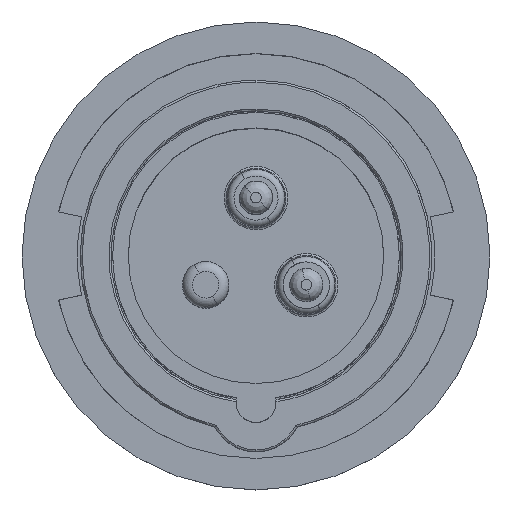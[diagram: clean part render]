
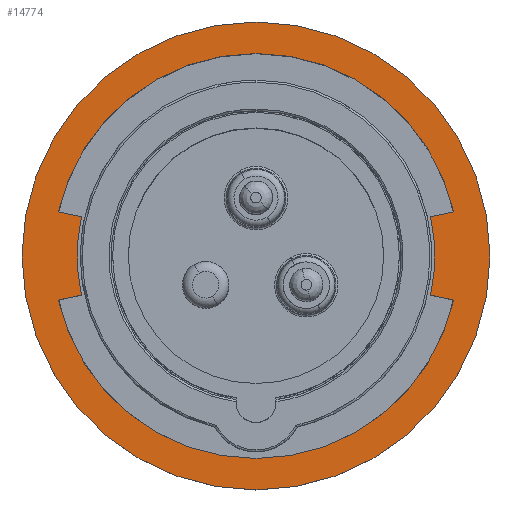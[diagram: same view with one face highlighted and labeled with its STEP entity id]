
A CAD part, top view. The second image highlights one B-rep face of the part: STEP entity #14774.
In plain terms, the highlighted planar face has unit normal (0, 0, 1).
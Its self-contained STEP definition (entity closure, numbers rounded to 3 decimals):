
#229 = CARTESIAN_POINT ( 'NONE',  ( -29.769, 6.638, -21.5 ) ) ;
#300 = DIRECTION ( 'NONE',  ( 0.978, -0.208, 0. ) ) ;
#317 = B_SPLINE_CURVE_WITH_KNOTS ( 'NONE', 3,
 ( #7923, #12656, #6753, #9194 ),
 .UNSPECIFIED., .F., .F.,
 ( 4, 4 ),
 ( 0., 1. ),
 .UNSPECIFIED. ) ;
#574 = AXIS2_PLACEMENT_3D ( 'NONE', #14757, #10917, #12091 ) ;
#786 = DIRECTION ( 'NONE',  ( -0.978, -0.208, 0. ) ) ;
#974 = VERTEX_POINT ( 'NONE', #2123 ) ;
#1049 = VERTEX_POINT ( 'NONE', #13647 ) ;
#1708 = VERTEX_POINT ( 'NONE', #3386 ) ;
#2020 = B_SPLINE_CURVE_WITH_KNOTS ( 'NONE', 3,
 ( #9080, #10353, #15146, #14111, #11363, #9323 ),
 .UNSPECIFIED., .F., .F.,
 ( 4, 2, 4 ),
 ( 0., 0.5, 1. ),
 .UNSPECIFIED. ) ;
#2026 = VERTEX_POINT ( 'NONE', #5192 ) ;
#2092 = EDGE_CURVE ( 'NONE', #1049, #1708, #15249, .T. ) ;
#2123 = CARTESIAN_POINT ( 'NONE',  ( 26.296, -5.9, -21.5 ) ) ;
#2317 = DIRECTION ( 'NONE',  ( 0., 0., 1. ) ) ;
#2419 = ORIENTED_EDGE ( 'NONE', *, *, #7579, .F. ) ;
#2492 = VERTEX_POINT ( 'NONE', #12974 ) ;
#2558 = AXIS2_PLACEMENT_3D ( 'NONE', #5983, #7311, #3487 ) ;
#3026 = ORIENTED_EDGE ( 'NONE', *, *, #13121, .T. ) ;
#3211 = EDGE_LOOP ( 'NONE', ( #3376, #6532 ) ) ;
#3376 = ORIENTED_EDGE ( 'NONE', *, *, #7297, .F. ) ;
#3386 = CARTESIAN_POINT ( 'NONE',  ( 26.296, 5.9, -21.5 ) ) ;
#3487 = DIRECTION ( 'NONE',  ( 1., 0., 0. ) ) ;
#3659 = EDGE_LOOP ( 'NONE', ( #13359, #12378, #3026, #12744, #2419, #4924, #4291, #11207 ) ) ;
#3792 = CARTESIAN_POINT ( 'NONE',  ( 0., 0., -21.5 ) ) ;
#3871 = DIRECTION ( 'NONE',  ( 0., 0., 1. ) ) ;
#3926 = EDGE_CURVE ( 'NONE', #12541, #6756, #11278, .T. ) ;
#4191 = CIRCLE ( 'NONE', #5467, 26.95 ) ;
#4291 = ORIENTED_EDGE ( 'NONE', *, *, #10630, .F. ) ;
#4420 = CARTESIAN_POINT ( 'NONE',  ( 27.454, 6.146, -21.5 ) ) ;
#4513 = CARTESIAN_POINT ( 'NONE',  ( 0., 0., -21.5 ) ) ;
#4541 = LINE ( 'NONE', #12561, #5944 ) ;
#4924 = ORIENTED_EDGE ( 'NONE', *, *, #11921, .F. ) ;
#5065 = AXIS2_PLACEMENT_3D ( 'NONE', #5597, #2317, #7080 ) ;
#5150 = CARTESIAN_POINT ( 'NONE',  ( 0., -35.25, -21.5 ) ) ;
#5154 = VECTOR ( 'NONE', #300, 1000. ) ;
#5192 = CARTESIAN_POINT ( 'NONE',  ( 0., 35.25, -21.5 ) ) ;
#5467 = AXIS2_PLACEMENT_3D ( 'NONE', #6715, #6549, #11430 ) ;
#5597 = CARTESIAN_POINT ( 'NONE',  ( -35.25, 0., -21.5 ) ) ;
#5944 = VECTOR ( 'NONE', #786, 1000. ) ;
#5945 = CIRCLE ( 'NONE', #10728, 30.5 ) ;
#5983 = CARTESIAN_POINT ( 'NONE',  ( 0., 0., -21.5 ) ) ;
#6292 = DIRECTION ( 'NONE',  ( 1., 0., 0. ) ) ;
#6532 = ORIENTED_EDGE ( 'NONE', *, *, #8392, .F. ) ;
#6549 = DIRECTION ( 'NONE',  ( 0., 0., 1. ) ) ;
#6715 = CARTESIAN_POINT ( 'NONE',  ( 0., 0., -21.5 ) ) ;
#6734 = VERTEX_POINT ( 'NONE', #5150 ) ;
#6753 = CARTESIAN_POINT ( 'NONE',  ( 28.611, -6.392, -21.5 ) ) ;
#6756 = VERTEX_POINT ( 'NONE', #7282 ) ;
#7080 = DIRECTION ( 'NONE',  ( 0., -1., 0. ) ) ;
#7282 = CARTESIAN_POINT ( 'NONE',  ( -26.296, 5.9, -21.5 ) ) ;
#7297 = EDGE_CURVE ( 'NONE', #2026, #6734, #13381, .T. ) ;
#7311 = DIRECTION ( 'NONE',  ( 0., 0., 1. ) ) ;
#7579 = EDGE_CURVE ( 'NONE', #10902, #2492, #5945, .T. ) ;
#7717 = CARTESIAN_POINT ( 'NONE',  ( -26.296, -5.9, -21.5 ) ) ;
#7868 = CARTESIAN_POINT ( 'NONE',  ( 28.611, 6.392, -21.5 ) ) ;
#7923 = CARTESIAN_POINT ( 'NONE',  ( 26.296, -5.9, -21.5 ) ) ;
#8024 = EDGE_CURVE ( 'NONE', #974, #2492, #317, .T. ) ;
#8259 = FACE_OUTER_BOUND ( 'NONE', #3211, .T. ) ;
#8392 = EDGE_CURVE ( 'NONE', #6734, #2026, #14626, .T. ) ;
#8864 = EDGE_CURVE ( 'NONE', #1049, #12541, #10064, .T. ) ;
#9080 = CARTESIAN_POINT ( 'NONE',  ( 26.296, 5.9, -21.5 ) ) ;
#9194 = CARTESIAN_POINT ( 'NONE',  ( 29.769, -6.638, -21.5 ) ) ;
#9217 = CARTESIAN_POINT ( 'NONE',  ( 26.296, 5.9, -21.5 ) ) ;
#9237 = DIRECTION ( 'NONE',  ( 0., 1., 0. ) ) ;
#9323 = CARTESIAN_POINT ( 'NONE',  ( 26.296, -5.9, -21.5 ) ) ;
#9749 = CARTESIAN_POINT ( 'NONE',  ( -29.769, 6.638, -21.5 ) ) ;
#10064 = CIRCLE ( 'NONE', #2558, 30.5 ) ;
#10353 = CARTESIAN_POINT ( 'NONE',  ( 26.732, 3.958, -21.5 ) ) ;
#10630 = EDGE_CURVE ( 'NONE', #6756, #13535, #4191, .T. ) ;
#10728 = AXIS2_PLACEMENT_3D ( 'NONE', #3792, #3871, #6292 ) ;
#10874 = AXIS2_PLACEMENT_3D ( 'NONE', #4513, #14092, #9237 ) ;
#10902 = VERTEX_POINT ( 'NONE', #11987 ) ;
#10917 = DIRECTION ( 'NONE',  ( 0., 0., -1. ) ) ;
#11207 = ORIENTED_EDGE ( 'NONE', *, *, #3926, .F. ) ;
#11278 = LINE ( 'NONE', #229, #5154 ) ;
#11363 = CARTESIAN_POINT ( 'NONE',  ( 26.732, -3.957, -21.5 ) ) ;
#11430 = DIRECTION ( 'NONE',  ( 1., 0., 0. ) ) ;
#11921 = EDGE_CURVE ( 'NONE', #13535, #10902, #4541, .T. ) ;
#11987 = CARTESIAN_POINT ( 'NONE',  ( -29.769, -6.638, -21.5 ) ) ;
#12091 = DIRECTION ( 'NONE',  ( 0., 1., 0. ) ) ;
#12378 = ORIENTED_EDGE ( 'NONE', *, *, #2092, .T. ) ;
#12541 = VERTEX_POINT ( 'NONE', #9749 ) ;
#12561 = CARTESIAN_POINT ( 'NONE',  ( -26.296, -5.9, -21.5 ) ) ;
#12656 = CARTESIAN_POINT ( 'NONE',  ( 27.454, -6.146, -21.5 ) ) ;
#12744 = ORIENTED_EDGE ( 'NONE', *, *, #8024, .T. ) ;
#12974 = CARTESIAN_POINT ( 'NONE',  ( 29.769, -6.638, -21.5 ) ) ;
#13061 = PLANE ( 'NONE',  #5065 ) ;
#13121 = EDGE_CURVE ( 'NONE', #1708, #974, #2020, .T. ) ;
#13359 = ORIENTED_EDGE ( 'NONE', *, *, #8864, .F. ) ;
#13381 = CIRCLE ( 'NONE', #10874, 35.25 ) ;
#13535 = VERTEX_POINT ( 'NONE', #7717 ) ;
#13647 = CARTESIAN_POINT ( 'NONE',  ( 29.769, 6.638, -21.5 ) ) ;
#14092 = DIRECTION ( 'NONE',  ( 0., 0., -1. ) ) ;
#14111 = CARTESIAN_POINT ( 'NONE',  ( 26.95, -1.99, -21.5 ) ) ;
#14236 = FACE_BOUND ( 'NONE', #3659, .T. ) ;
#14626 = CIRCLE ( 'NONE', #574, 35.25 ) ;
#14757 = CARTESIAN_POINT ( 'NONE',  ( 0., 0., -21.5 ) ) ;
#14774 = ADVANCED_FACE ( 'NONE', ( #14236, #8259 ), #13061, .T. ) ;
#15146 = CARTESIAN_POINT ( 'NONE',  ( 26.95, 1.99, -21.5 ) ) ;
#15249 = B_SPLINE_CURVE_WITH_KNOTS ( 'NONE', 3,
 ( #15281, #7868, #4420, #9217 ),
 .UNSPECIFIED., .F., .F.,
 ( 4, 4 ),
 ( 0., 1. ),
 .UNSPECIFIED. ) ;
#15281 = CARTESIAN_POINT ( 'NONE',  ( 29.769, 6.638, -21.5 ) ) ;
